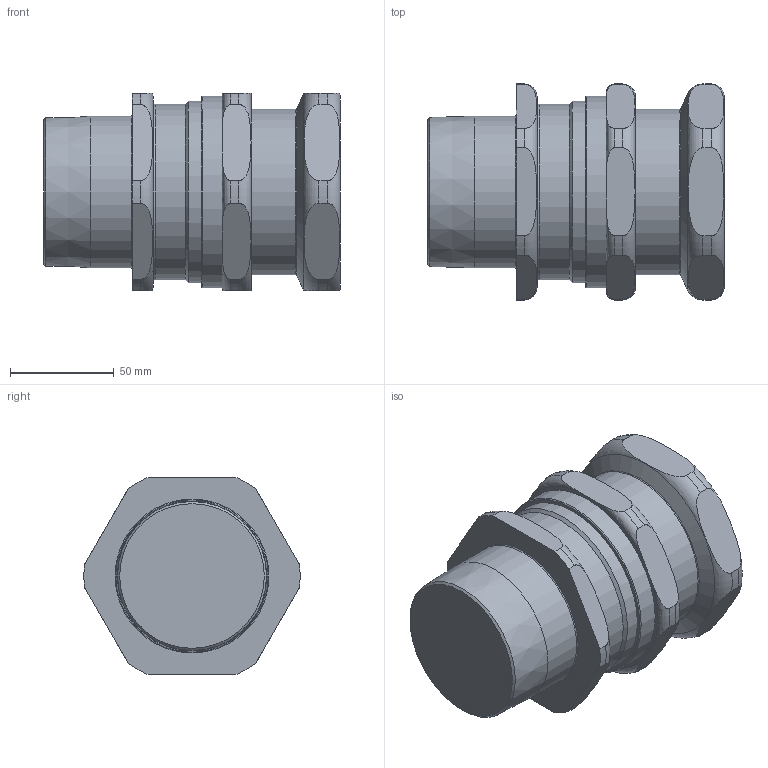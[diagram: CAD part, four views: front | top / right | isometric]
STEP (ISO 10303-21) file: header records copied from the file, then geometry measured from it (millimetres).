
FILE_DESCRIPTION(/* description */ (''),/* implementation_level */ '2;1');
FILE_NAME(/* name */ '501_414 F_2_1_2_NPT.stp',/* time_stamp */ '2021-04-25T13:38:09+05:00',/* author */ ('vinaykumark'),/* organization */ (''),/* preprocessor_version */ 'ST-DEVELOPER v18',/* originating_system */ 'Autodesk Inventor 2020',/* authorisation */ '');
FILE_SCHEMA (('AUTOMOTIVE_DESIGN { 1 0 10303 214 3 1 1 }'));
Length unit declared in the file: inch
Products named in the file (1): 501_414 F_2_1_2_NPT
Bounding box: 142.61 x 103.94 x 95 mm (x, y, z)
Volume: 866079.7 mm3; surface area: 115201.6 mm2
Topology: 5 solids, 5 shells, 92 faces, 262 edges, 185 vertices
Faces by surface type: plane 33, cylinder 29, torus 22, cone 8
Full cylindrical faces by diameter (mm): 68.3 x1, 73.03 x1, 76.8 x1, 77.55 x1, 78.25 x2, 79.8 x2, 84.4 x1, 87.312 x1, 92.15 x1
Entity records: 4276 total; most frequent: CARTESIAN_POINT 1613, DIRECTION 555, ORIENTED_EDGE 524, EDGE_CURVE 262, AXIS2_PLACEMENT_3D 244, VERTEX_POINT 185, CIRCLE 151, EDGE_LOOP 97
